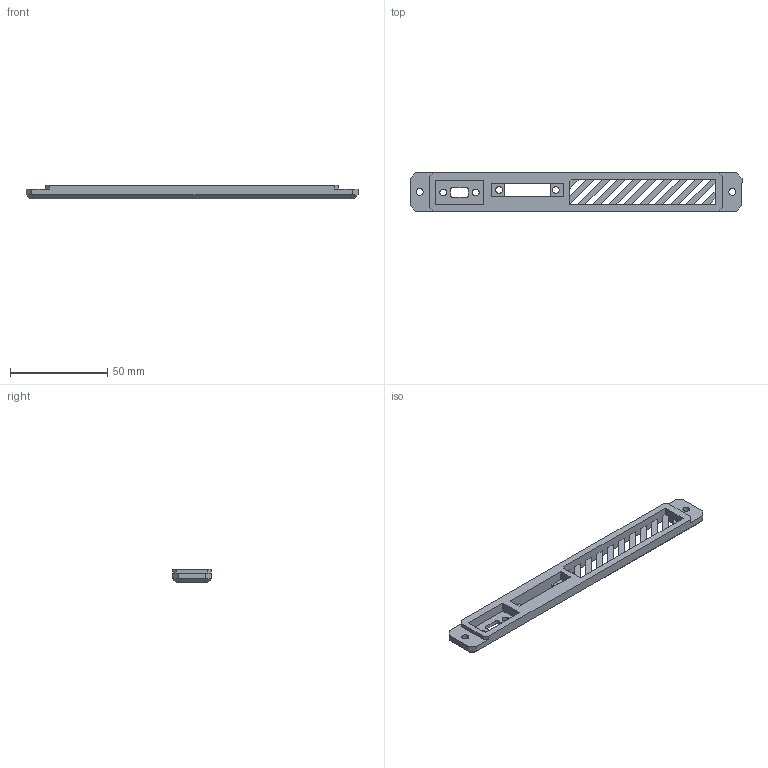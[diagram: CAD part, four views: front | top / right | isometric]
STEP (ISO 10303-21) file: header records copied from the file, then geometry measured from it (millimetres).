
FILE_DESCRIPTION(/* description */ (''),/* implementation_level */ '2;1');
FILE_NAME(/* name */ 'Front Panel - Micro SD Extension with USB C.step',/* time_stamp */ '2022-07-20T12:09:39-05:00',/* author */ (''),/* organization */ (''),/* preprocessor_version */ 'ST-DEVELOPER v19',/* originating_system */ 'Autodesk Translation Framework v11.7.0.108',/* authorisation */ '');
FILE_SCHEMA (('AUTOMOTIVE_DESIGN { 1 0 10303 214 3 1 1 }'));
Length unit declared in the file: millimetre
Products named in the file (1): Front Panel
Bounding box: 170.99 x 20 x 7 mm (x, y, z)
Volume: 13584.3 mm3; surface area: 10583.8 mm2
Topology: 1 solids, 1 shells, 94 faces, 294 edges, 193 vertices
Faces by surface type: plane 80, cylinder 14
Full cylindrical faces by diameter (mm): 3.5 x4, 3.6 x2
Entity records: 3323 total; most frequent: ORIENTED_EDGE 588, CARTESIAN_POINT 582, DIRECTION 512, EDGE_CURVE 294, LINE 266, VECTOR 266, VERTEX_POINT 193, EDGE_LOOP 123
